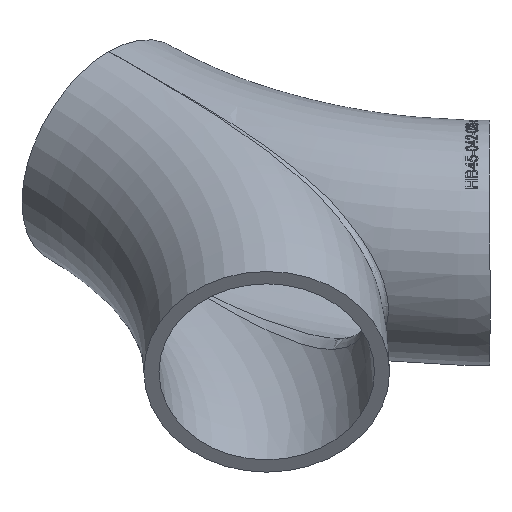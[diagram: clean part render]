
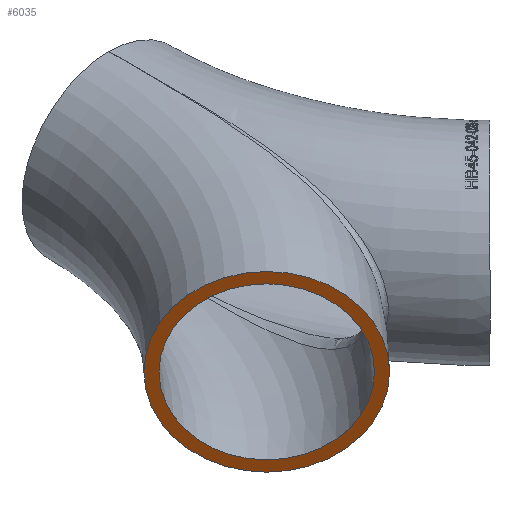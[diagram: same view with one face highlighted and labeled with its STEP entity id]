
A CAD part, isometric view. The second image highlights one B-rep face of the part: STEP entity #6035.
In plain terms, the highlighted planar face has unit normal (-0.707, -0.707, 0).
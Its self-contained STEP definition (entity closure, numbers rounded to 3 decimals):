
#851 = AXIS2_PLACEMENT_3D ( 'NONE', #18613, #1896, #8270 ) ;
#957 = EDGE_LOOP ( 'NONE', ( #9891 ) ) ;
#1896 = DIRECTION ( 'NONE',  ( 0.707, 0.707, 0. ) ) ;
#2457 = VERTEX_POINT ( 'NONE', #8453 ) ;
#2662 = VERTEX_POINT ( 'NONE', #8657 ) ;
#2711 = ORIENTED_EDGE ( 'NONE', *, *, #18864, .F. ) ;
#5699 = EDGE_LOOP ( 'NONE', ( #2711 ) ) ;
#6035 = ADVANCED_FACE ( 'NONE', ( #9746, #12681 ), #18801, .F. ) ;
#6123 = DIRECTION ( 'NONE',  ( -0.707, 0.707, 0. ) ) ;
#8270 = DIRECTION ( 'NONE',  ( 0., 0., 1. ) ) ;
#8453 = CARTESIAN_POINT ( 'NONE',  ( -27.239, -65.761, 21.2 ) ) ;
#8657 = CARTESIAN_POINT ( 'NONE',  ( -40.391, -52.609, 0. ) ) ;
#9651 = CIRCLE ( 'NONE', #851, 21.2 ) ;
#9746 = FACE_BOUND ( 'NONE', #957, .T. ) ;
#9851 = DIRECTION ( 'NONE',  ( 0.707, 0.707, 0. ) ) ;
#9891 = ORIENTED_EDGE ( 'NONE', *, *, #14809, .T. ) ;
#10559 = CARTESIAN_POINT ( 'NONE',  ( -27.239, -65.761, 0. ) ) ;
#11222 = CARTESIAN_POINT ( 'NONE',  ( -27.239, -65.761, 0. ) ) ;
#12011 = CIRCLE ( 'NONE', #18853, 18.6 ) ;
#12681 = FACE_OUTER_BOUND ( 'NONE', #5699, .T. ) ;
#14131 = DIRECTION ( 'NONE',  ( 0., 0., 1. ) ) ;
#14809 = EDGE_CURVE ( 'NONE', #2662, #2662, #12011, .T. ) ;
#16461 = AXIS2_PLACEMENT_3D ( 'NONE', #11222, #9851, #14131 ) ;
#16787 = DIRECTION ( 'NONE',  ( 0.707, 0.707, 0. ) ) ;
#18613 = CARTESIAN_POINT ( 'NONE',  ( -27.239, -65.761, 0. ) ) ;
#18801 = PLANE ( 'NONE',  #16461 ) ;
#18853 = AXIS2_PLACEMENT_3D ( 'NONE', #10559, #16787, #6123 ) ;
#18864 = EDGE_CURVE ( 'NONE', #2457, #2457, #9651, .T. ) ;
